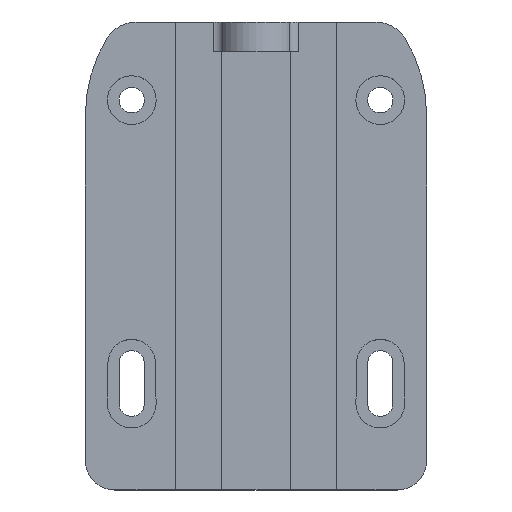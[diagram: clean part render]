
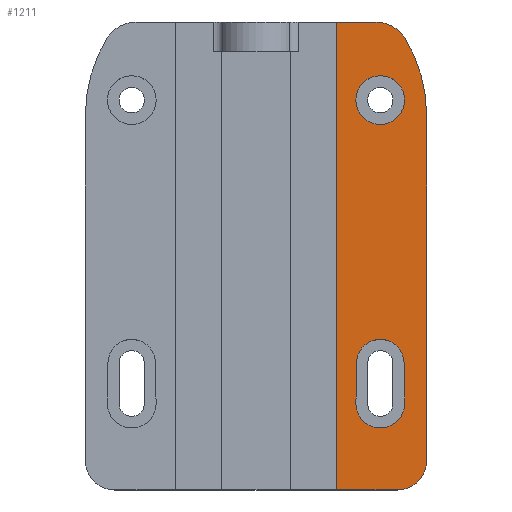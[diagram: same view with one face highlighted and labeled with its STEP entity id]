
A CAD part, top view. The second image highlights one B-rep face of the part: STEP entity #1211.
In plain terms, the highlighted planar face has unit normal (0, 0, 1).
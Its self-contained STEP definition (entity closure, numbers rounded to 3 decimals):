
#20=FACE_BOUND('',#159,.T.);
#21=FACE_BOUND('',#160,.T.);
#39=PLANE('',#1314);
#88=FACE_OUTER_BOUND('',#158,.T.);
#158=EDGE_LOOP('',(#916,#917,#918,#919,#920,#921,#922));
#159=EDGE_LOOP('',(#923,#924,#925,#926,#927,#928));
#160=EDGE_LOOP('',(#929));
#253=LINE('',#1857,#382);
#258=LINE('',#1882,#387);
#259=LINE('',#1884,#388);
#260=LINE('',#1888,#389);
#261=LINE('',#1892,#390);
#262=LINE('',#1896,#391);
#263=LINE('',#1898,#392);
#264=LINE('',#1901,#393);
#382=VECTOR('',#1492,10.);
#387=VECTOR('',#1517,10.);
#388=VECTOR('',#1518,10.);
#389=VECTOR('',#1521,10.);
#390=VECTOR('',#1524,10.);
#391=VECTOR('',#1527,10.);
#392=VECTOR('',#1528,10.);
#393=VECTOR('',#1531,10.);
#484=CIRCLE('',#1299,7.);
#496=CIRCLE('',#1315,6.);
#497=CIRCLE('',#1316,30.);
#498=CIRCLE('',#1317,5.);
#499=CIRCLE('',#1318,4.9);
#500=CIRCLE('',#1319,5.);
#548=VERTEX_POINT('',#1828);
#549=VERTEX_POINT('',#1829);
#561=VERTEX_POINT('',#1855);
#571=VERTEX_POINT('',#1881);
#572=VERTEX_POINT('',#1883);
#573=VERTEX_POINT('',#1885);
#574=VERTEX_POINT('',#1887);
#575=VERTEX_POINT('',#1890);
#576=VERTEX_POINT('',#1891);
#577=VERTEX_POINT('',#1893);
#578=VERTEX_POINT('',#1895);
#579=VERTEX_POINT('',#1897);
#580=VERTEX_POINT('',#1899);
#581=VERTEX_POINT('',#1902);
#680=EDGE_CURVE('',#548,#549,#484,.T.);
#694=EDGE_CURVE('',#548,#561,#253,.T.);
#706=EDGE_CURVE('',#561,#571,#258,.T.);
#707=EDGE_CURVE('',#571,#572,#259,.T.);
#708=EDGE_CURVE('',#572,#573,#496,.T.);
#709=EDGE_CURVE('',#573,#574,#260,.T.);
#710=EDGE_CURVE('',#574,#549,#497,.T.);
#711=EDGE_CURVE('',#575,#576,#261,.T.);
#712=EDGE_CURVE('',#576,#577,#498,.T.);
#713=EDGE_CURVE('',#577,#578,#262,.T.);
#714=EDGE_CURVE('',#578,#579,#263,.T.);
#715=EDGE_CURVE('',#579,#580,#499,.T.);
#716=EDGE_CURVE('',#580,#575,#264,.T.);
#717=EDGE_CURVE('',#581,#581,#500,.T.);
#916=ORIENTED_EDGE('',*,*,#680,.F.);
#917=ORIENTED_EDGE('',*,*,#694,.T.);
#918=ORIENTED_EDGE('',*,*,#706,.T.);
#919=ORIENTED_EDGE('',*,*,#707,.T.);
#920=ORIENTED_EDGE('',*,*,#708,.T.);
#921=ORIENTED_EDGE('',*,*,#709,.T.);
#922=ORIENTED_EDGE('',*,*,#710,.T.);
#923=ORIENTED_EDGE('',*,*,#711,.T.);
#924=ORIENTED_EDGE('',*,*,#712,.T.);
#925=ORIENTED_EDGE('',*,*,#713,.T.);
#926=ORIENTED_EDGE('',*,*,#714,.T.);
#927=ORIENTED_EDGE('',*,*,#715,.T.);
#928=ORIENTED_EDGE('',*,*,#716,.T.);
#929=ORIENTED_EDGE('',*,*,#717,.T.);
#1211=ADVANCED_FACE('',(#88,#20,#21),#39,.T.);
#1299=AXIS2_PLACEMENT_3D('',#1830,#1471,#1472);
#1314=AXIS2_PLACEMENT_3D('',#1880,#1515,#1516);
#1315=AXIS2_PLACEMENT_3D('',#1886,#1519,#1520);
#1316=AXIS2_PLACEMENT_3D('',#1889,#1522,#1523);
#1317=AXIS2_PLACEMENT_3D('',#1894,#1525,#1526);
#1318=AXIS2_PLACEMENT_3D('',#1900,#1529,#1530);
#1319=AXIS2_PLACEMENT_3D('',#1903,#1532,#1533);
#1471=DIRECTION('center_axis',(0.,0.,-1.));
#1472=DIRECTION('ref_axis',(0.,-1.,0.));
#1492=DIRECTION('',(-1.,0.,0.));
#1515=DIRECTION('center_axis',(0.,0.,1.));
#1516=DIRECTION('ref_axis',(1.,0.,0.));
#1517=DIRECTION('',(0.,-1.,0.));
#1518=DIRECTION('',(1.,0.,0.));
#1519=DIRECTION('center_axis',(0.,0.,1.));
#1520=DIRECTION('ref_axis',(1.,0.,0.));
#1521=DIRECTION('',(0.,1.,0.));
#1522=DIRECTION('center_axis',(0.,0.,1.));
#1523=DIRECTION('ref_axis',(1.,0.,0.));
#1524=DIRECTION('',(0.02,-1.,0.));
#1525=DIRECTION('center_axis',(0.,0.,-1.));
#1526=DIRECTION('ref_axis',(-1.,0.02,0.));
#1527=DIRECTION('',(0.02,1.,0.));
#1528=DIRECTION('',(0.,1.,0.));
#1529=DIRECTION('center_axis',(0.,0.,-1.));
#1530=DIRECTION('ref_axis',(1.,0.,0.));
#1531=DIRECTION('',(0.,-1.,0.));
#1532=DIRECTION('center_axis',(0.,0.,-1.));
#1533=DIRECTION('ref_axis',(-1.,0.,0.));
#1828=CARTESIAN_POINT('',(59.608,81.,6.));
#1829=CARTESIAN_POINT('',(65.576,77.659,6.));
#1830=CARTESIAN_POINT('Origin',(59.608,74.,6.));
#1855=CARTESIAN_POINT('',(51.5,81.,6.));
#1857=CARTESIAN_POINT('',(35.,81.,6.));
#1880=CARTESIAN_POINT('Origin',(35.,50.,6.));
#1881=CARTESIAN_POINT('',(51.5,-15.,6.));
#1882=CARTESIAN_POINT('',(51.5,25.,6.));
#1883=CARTESIAN_POINT('',(64.,-15.,6.));
#1884=CARTESIAN_POINT('',(64.,-15.,6.));
#1885=CARTESIAN_POINT('',(70.,-9.,6.));
#1886=CARTESIAN_POINT('Origin',(64.,-9.,6.));
#1887=CARTESIAN_POINT('',(70.,61.978,6.));
#1888=CARTESIAN_POINT('',(70.,-9.,6.));
#1889=CARTESIAN_POINT('Origin',(40.,61.978,6.));
#1890=CARTESIAN_POINT('',(65.4,7.7,6.));
#1891=CARTESIAN_POINT('',(65.499,2.801,6.));
#1892=CARTESIAN_POINT('',(64.967,29.148,6.));
#1893=CARTESIAN_POINT('',(55.501,2.801,6.));
#1894=CARTESIAN_POINT('Origin',(60.5,2.7,6.));
#1895=CARTESIAN_POINT('',(55.6,7.7,6.));
#1896=CARTESIAN_POINT('',(55.973,26.184,6.));
#1897=CARTESIAN_POINT('',(55.6,11.,6.));
#1898=CARTESIAN_POINT('',(55.6,28.85,6.));
#1899=CARTESIAN_POINT('',(65.4,11.,6.));
#1900=CARTESIAN_POINT('Origin',(60.5,11.,6.));
#1901=CARTESIAN_POINT('',(65.4,30.5,6.));
#1902=CARTESIAN_POINT('',(65.5,65.,6.));
#1903=CARTESIAN_POINT('Origin',(60.5,65.,6.));
